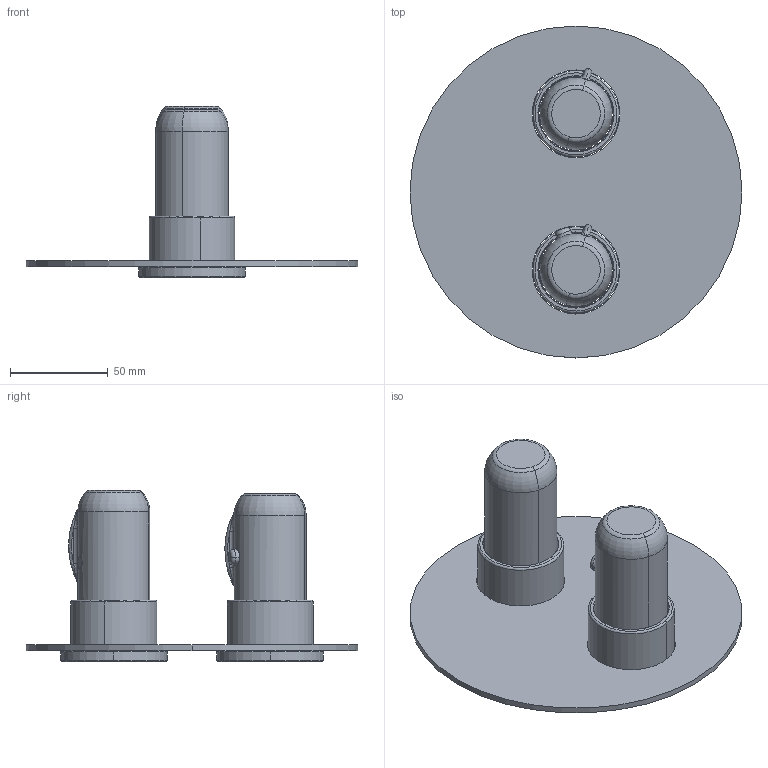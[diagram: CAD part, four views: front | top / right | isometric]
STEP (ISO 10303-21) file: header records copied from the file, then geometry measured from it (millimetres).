
FILE_DESCRIPTION (( 'STEP AP214' ), '1' );
FILE_NAME ('35 110 320 E-PLUS TERMOSTÁTICA DE EMPOTRAR NEGRO.STEP', '2020-03-11T16:08:51', ( '' ), ( '' ), 'SwSTEP 2.0', 'SolidWorks 2016', '' );
FILE_SCHEMA (( 'AUTOMOTIVE_DESIGN' ));
Length unit declared in the file: millimetre
Products named in the file (11): 1508 TAPON SILICONA TENDER_-01; 1549 EMBELLECEDOR TERMOST. EMPOTRAR GRB_-03; 35 110 320 E-PLUS TERMOSTÁTICA DE EMPOTRAR NEGRO; 1702 POMO MANETA TERMOSTÁTICA NEW ENTER_-02; 1693 MANETA TERMOSTÁTICA ENTER CAUDAL_-02; socket set screw flat point_din_DIN 913 - M5 x 5-N; 1557 PLAFÓN MK EMPOTRAR DOBLE 2013 CON POSTIZOS_-02; 1692 MANETA TERMOSTÁTICA ENTER TEMPERATURA_-02; 1628 NUEVO LIMITADOR TEMPERATURA WINNER-KALA_-03; 1186 INDICE. SILICONA PARA ORIFICIO MANETAS_-01; socket set screw flat point_din_DIN 913 - M4 x 5-S
Assembly tree (12 placements, depth 2):
  35 110 320 E-PLUS TERMOSTÁTICA DE EMPOTRAR NEGRO
    1628 NUEVO LIMITADOR TEMPERATURA WINNER-KALA_-03
    1549 EMBELLECEDOR TERMOST. EMPOTRAR GRB_-03  x2
    1557 PLAFÓN MK EMPOTRAR DOBLE 2013 CON POSTIZOS_-02
    1508 TAPON SILICONA TENDER_-01
    1692 MANETA TERMOSTÁTICA ENTER TEMPERATURA_-02
    1693 MANETA TERMOSTÁTICA ENTER CAUDAL_-02
    1702 POMO MANETA TERMOSTÁTICA NEW ENTER_-02
    socket set screw flat point_din_DIN 913 - M4 x 5-S
    socket set screw flat point_din_DIN 913 - M5 x 5-N
    1186 INDICE. SILICONA PARA ORIFICIO MANETAS_-01  x2
Bounding box: 170 x 170 x 87.6 mm (x, y, z)
Volume: 133946.6 mm3; surface area: 108143.3 mm2
Topology: 12 solids, 12 shells, 738 faces, 1833 edges, 1143 vertices
Faces by surface type: plane 273, cylinder 249, torus 91, cone 73, bspline 47, sphere 5
Entity records: 25698 total; most frequent: CARTESIAN_POINT 8230, DIRECTION 3603, ORIENTED_EDGE 3556, EDGE_CURVE 1778, AXIS2_PLACEMENT_3D 1398, VERTEX_POINT 1113, LINE 807, VECTOR 807
